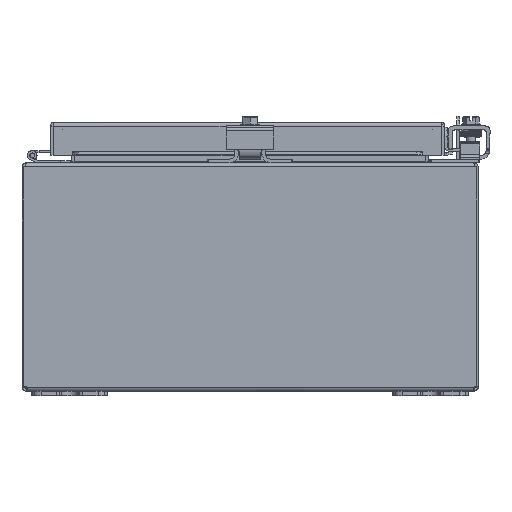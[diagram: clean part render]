
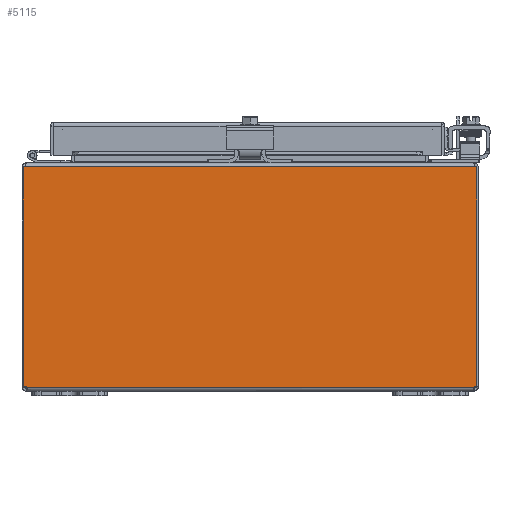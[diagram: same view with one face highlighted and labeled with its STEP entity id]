
A CAD part, front view. The second image highlights one B-rep face of the part: STEP entity #5115.
In plain terms, the highlighted planar face has unit normal (0, -1, 0).
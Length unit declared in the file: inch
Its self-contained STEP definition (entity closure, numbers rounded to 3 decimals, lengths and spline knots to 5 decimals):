
#309 = AXIS2_PLACEMENT_3D ( 'NONE', #32851, #32969, #33013 ) ;
#318 = LINE ( 'NONE', #11241, #13947 ) ;
#516 = DIRECTION ( 'NONE',  ( -1., 0., 0. ) ) ;
#661 = CARTESIAN_POINT ( 'NONE',  ( -5.91495, -8., 5.89475 ) ) ;
#712 = DIRECTION ( 'NONE',  ( -1., 0., 0. ) ) ;
#831 = VECTOR ( 'NONE', #712, 39.37008 ) ;
#1515 = CARTESIAN_POINT ( 'NONE',  ( 5.963, -8., 5.89475 ) ) ;
#3377 = EDGE_CURVE ( 'NONE', #28807, #17804, #318, .T. ) ;
#4045 = FACE_OUTER_BOUND ( 'NONE', #6786, .T. ) ;
#4526 = DIRECTION ( 'NONE',  ( 1., 0., 0. ) ) ;
#4655 = DIRECTION ( 'NONE',  ( 0., 1., 0. ) ) ;
#4700 = CARTESIAN_POINT ( 'NONE',  ( 0., -8., 3.00948 ) ) ;
#4812 = ORIENTED_EDGE ( 'NONE', *, *, #6492, .T. ) ;
#5115 = ADVANCED_FACE ( 'NONE', ( #4045 ), #5536, .F. ) ;
#5536 = PLANE ( 'NONE',  #35829 ) ;
#5852 = VECTOR ( 'NONE', #30770, 39.37008 ) ;
#6392 = VERTEX_POINT ( 'NONE', #8601 ) ;
#6492 = EDGE_CURVE ( 'NONE', #17804, #6392, #34982, .T. ) ;
#6786 = EDGE_LOOP ( 'NONE', ( #20928, #23689, #4812, #23234, #17164, #17634, #14363, #18566 ) ) ;
#7343 = VERTEX_POINT ( 'NONE', #21614 ) ;
#7741 = LINE ( 'NONE', #20146, #37052 ) ;
#7824 = VERTEX_POINT ( 'NONE', #24760 ) ;
#8516 = EDGE_CURVE ( 'NONE', #9404, #28807, #24936, .T. ) ;
#8601 = CARTESIAN_POINT ( 'NONE',  ( -5.963, -8., 5.89475 ) ) ;
#8803 = EDGE_CURVE ( 'NONE', #9404, #35439, #7741, .T. ) ;
#9404 = VERTEX_POINT ( 'NONE', #19183 ) ;
#9980 = CARTESIAN_POINT ( 'NONE',  ( 5.91495, -8., 5.89475 ) ) ;
#10721 = CIRCLE ( 'NONE', #309, 0.07 ) ;
#11241 = CARTESIAN_POINT ( 'NONE',  ( 5.91495, -8., 5.89475 ) ) ;
#11321 = DIRECTION ( 'NONE',  ( -1., 0., 0. ) ) ;
#13947 = VECTOR ( 'NONE', #11321, 39.37008 ) ;
#14153 = CIRCLE ( 'NONE', #15334, 0.07 ) ;
#14317 = EDGE_CURVE ( 'NONE', #7824, #24285, #10721, .T. ) ;
#14363 = ORIENTED_EDGE ( 'NONE', *, *, #14837, .T. ) ;
#14504 = VECTOR ( 'NONE', #28942, 39.37008 ) ;
#14662 = EDGE_CURVE ( 'NONE', #7824, #6392, #25258, .T. ) ;
#14717 = EDGE_CURVE ( 'NONE', #24285, #7343, #25408, .T. ) ;
#14837 = EDGE_CURVE ( 'NONE', #7343, #35439, #14153, .T. ) ;
#15334 = AXIS2_PLACEMENT_3D ( 'NONE', #26750, #26677, #26641 ) ;
#17164 = ORIENTED_EDGE ( 'NONE', *, *, #14317, .T. ) ;
#17324 = CARTESIAN_POINT ( 'NONE',  ( -5.91495, -8., 5.89475 ) ) ;
#17634 = ORIENTED_EDGE ( 'NONE', *, *, #14717, .T. ) ;
#17804 = VERTEX_POINT ( 'NONE', #17324 ) ;
#18566 = ORIENTED_EDGE ( 'NONE', *, *, #8803, .F. ) ;
#18994 = CARTESIAN_POINT ( 'NONE',  ( -5.88277, -8., 0.10525 ) ) ;
#19183 = CARTESIAN_POINT ( 'NONE',  ( 5.963, -8., 5.89475 ) ) ;
#20146 = CARTESIAN_POINT ( 'NONE',  ( 5.963, -8., 5.89475 ) ) ;
#20928 = ORIENTED_EDGE ( 'NONE', *, *, #8516, .T. ) ;
#21374 = DIRECTION ( 'NONE',  ( 0., 0., -1. ) ) ;
#21614 = CARTESIAN_POINT ( 'NONE',  ( 5.88277, -8., 0.10525 ) ) ;
#23234 = ORIENTED_EDGE ( 'NONE', *, *, #14662, .F. ) ;
#23689 = ORIENTED_EDGE ( 'NONE', *, *, #3377, .T. ) ;
#24285 = VERTEX_POINT ( 'NONE', #18994 ) ;
#24760 = CARTESIAN_POINT ( 'NONE',  ( -5.963, -8., 0.12745 ) ) ;
#24936 = LINE ( 'NONE', #1515, #831 ) ;
#25258 = LINE ( 'NONE', #30489, #5852 ) ;
#25408 = LINE ( 'NONE', #28728, #14504 ) ;
#26641 = DIRECTION ( 'NONE',  ( 1., 0., 0. ) ) ;
#26677 = DIRECTION ( 'NONE',  ( 0., 1., 0. ) ) ;
#26750 = CARTESIAN_POINT ( 'NONE',  ( 5.93789, -8., 0.06211 ) ) ;
#27444 = VECTOR ( 'NONE', #516, 39.37008 ) ;
#28728 = CARTESIAN_POINT ( 'NONE',  ( -5.88277, -8., 0.10525 ) ) ;
#28807 = VERTEX_POINT ( 'NONE', #9980 ) ;
#28942 = DIRECTION ( 'NONE',  ( 1., 0., 0. ) ) ;
#30489 = CARTESIAN_POINT ( 'NONE',  ( -5.963, -8., 0.12745 ) ) ;
#30770 = DIRECTION ( 'NONE',  ( 0., 0., 1. ) ) ;
#30992 = CARTESIAN_POINT ( 'NONE',  ( 5.963, -8., 0.12745 ) ) ;
#32851 = CARTESIAN_POINT ( 'NONE',  ( -5.93789, -8., 0.06211 ) ) ;
#32969 = DIRECTION ( 'NONE',  ( 0., 1., 0. ) ) ;
#33013 = DIRECTION ( 'NONE',  ( 1., 0., 0. ) ) ;
#34982 = LINE ( 'NONE', #661, #27444 ) ;
#35439 = VERTEX_POINT ( 'NONE', #30992 ) ;
#35829 = AXIS2_PLACEMENT_3D ( 'NONE', #4700, #4655, #4526 ) ;
#37052 = VECTOR ( 'NONE', #21374, 39.37008 ) ;
